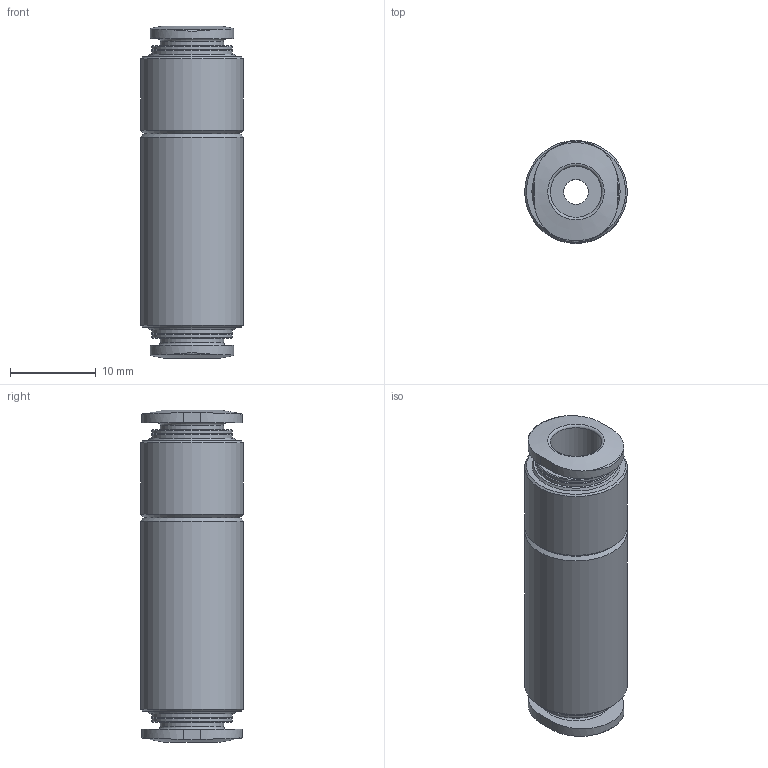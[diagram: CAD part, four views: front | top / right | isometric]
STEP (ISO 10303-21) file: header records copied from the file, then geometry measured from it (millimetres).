
FILE_DESCRIPTION(/* description */ ('STEP AP214'),/* implementation_level */ '2;1');
FILE_NAME(/* name */ '153463_H-QS-6',/* time_stamp */ '2024-08-29T11:19:48+02:00',/* author */ ('License CC BY-ND 4.0'),/* organization */ ('CADENAS'),/* preprocessor_version */ 'ST-DEVELOPER v19.3',/* originating_system */ 'PARTsolutions',/* authorisation */ ' ');
FILE_SCHEMA (('AUTOMOTIVE_DESIGN {1 0 10303 214 3 1 1}'));
Length unit declared in the file: millimetre
Products named in the file (2): 153463 H-QS-6---(0); 153463 H-QS-6(---0-P1)
Assembly tree (1 placements, depth 2):
  153463 H-QS-6---(0)
    153463 H-QS-6(---0-P1)
Bounding box: 12 x 12 x 38.8 mm (x, y, z)
Volume: 3303.6 mm3; surface area: 2377.9 mm2
Topology: 1 solids, 1 shells, 51 faces, 110 edges, 69 vertices
Faces by surface type: cylinder 15, cone 14, plane 14, torus 8
Full cylindrical faces by diameter (mm): 2.9 x1, 6 x2, 7.4 x2, 9.4 x4, 12 x2
Entity records: 1629 total; most frequent: CARTESIAN_POINT 255, DIRECTION 208, ORIENTED_EDGE 154, AXIS2_PLACEMENT_3D 98, EDGE_LOOP 90, FACE_BOUND 90, EDGE_CURVE 77, VERTEX_POINT 65
